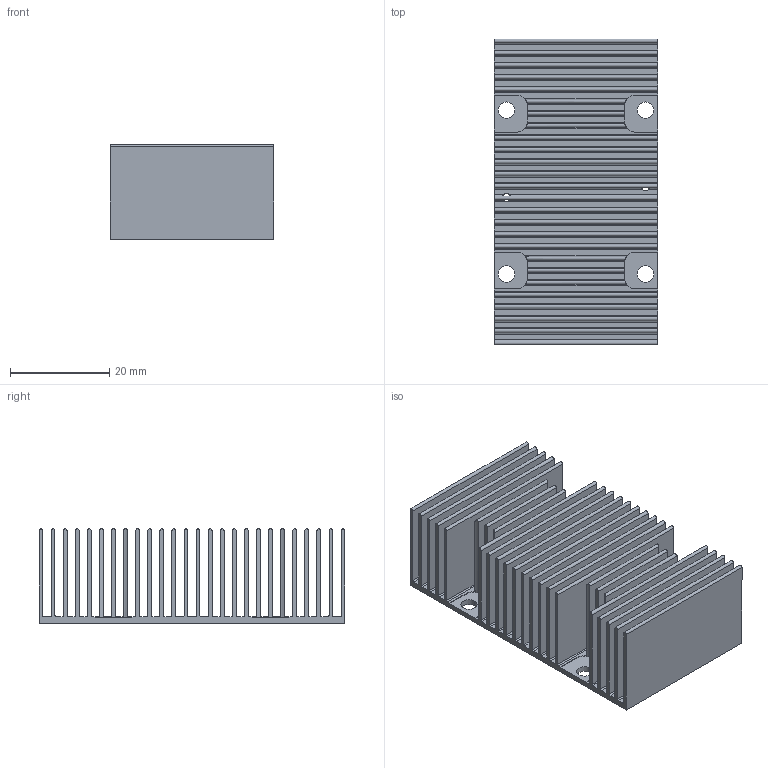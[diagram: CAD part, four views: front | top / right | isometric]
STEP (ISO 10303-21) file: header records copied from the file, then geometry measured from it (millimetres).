
FILE_DESCRIPTION (( 'STEP AP214' ), '1' );
FILE_NAME ('40264.STEP', '2015-07-30T17:42:35', ( 'VicorUser' ), ( 'Microsoft' ), 'SwSTEP 2.0', 'SolidWorks 2012', '' );
FILE_SCHEMA (( 'AUTOMOTIVE_DESIGN' ));
Length unit declared in the file: millimetre
Products named in the file (1): 40264
Bounding box: 32.94 x 61.5 x 19 mm (x, y, z)
Volume: 12972.7 mm3; surface area: 32156.3 mm2
Topology: 1 solids, 1 shells, 200 faces, 614 edges, 406 vertices
Faces by surface type: cylinder 100, plane 96, cone 4
Entity records: 7160 total; most frequent: CARTESIAN_POINT 1477, ORIENTED_EDGE 1220, DIRECTION 1160, EDGE_CURVE 610, VERTEX_POINT 406, VECTOR 390, LINE 390, AXIS2_PLACEMENT_3D 385
